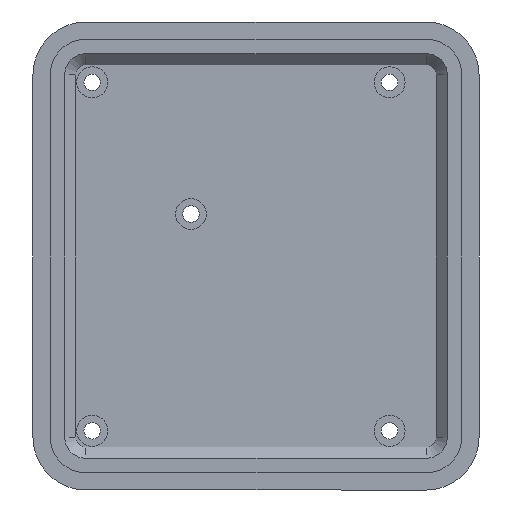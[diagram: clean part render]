
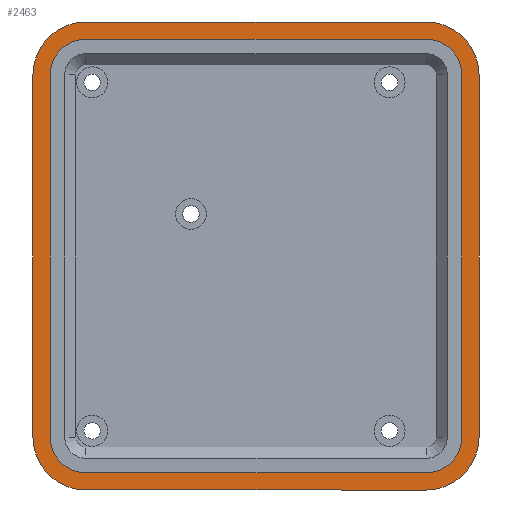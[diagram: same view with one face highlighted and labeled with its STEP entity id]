
A CAD part, front view. The second image highlights one B-rep face of the part: STEP entity #2463.
In plain terms, the highlighted planar face has unit normal (0, -1, 0).
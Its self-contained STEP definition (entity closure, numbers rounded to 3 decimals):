
#21 = ORIENTED_EDGE ( 'NONE', *, *, #7731, .F. ) ;
#131 = VERTEX_POINT ( 'NONE', #5859 ) ;
#333 = DIRECTION ( 'NONE',  ( 0., 0., -1. ) ) ;
#397 = CARTESIAN_POINT ( 'NONE',  ( -28.25, 0., 39.6 ) ) ;
#409 = VERTEX_POINT ( 'NONE', #1712 ) ;
#411 = VERTEX_POINT ( 'NONE', #7041 ) ;
#547 = LINE ( 'NONE', #4453, #3800 ) ;
#638 = CARTESIAN_POINT ( 'NONE',  ( 33.75, 0., 33.1 ) ) ;
#647 = EDGE_CURVE ( 'NONE', #411, #6583, #3973, .T. ) ;
#729 = CARTESIAN_POINT ( 'NONE',  ( -28.25, 0., 33.1 ) ) ;
#764 = LINE ( 'NONE', #6851, #1125 ) ;
#864 = VECTOR ( 'NONE', #1385, 1000. ) ;
#968 = ORIENTED_EDGE ( 'NONE', *, *, #5389, .F. ) ;
#984 = FACE_OUTER_BOUND ( 'NONE', #3807, .T. ) ;
#1125 = VECTOR ( 'NONE', #3443, 1000. ) ;
#1144 = CARTESIAN_POINT ( 'NONE',  ( 43.39, 0., 33.1 ) ) ;
#1187 = VECTOR ( 'NONE', #1808, 1000. ) ;
#1263 = VECTOR ( 'NONE', #7801, 1000. ) ;
#1305 = ORIENTED_EDGE ( 'NONE', *, *, #4009, .F. ) ;
#1333 = CIRCLE ( 'NONE', #7069, 6.5 ) ;
#1351 = ORIENTED_EDGE ( 'NONE', *, *, #647, .F. ) ;
#1367 = DIRECTION ( 'NONE',  ( 0., 0., -1. ) ) ;
#1385 = DIRECTION ( 'NONE',  ( 1., 0., 0. ) ) ;
#1397 = VECTOR ( 'NONE', #5162, 1000. ) ;
#1521 = DIRECTION ( 'NONE',  ( 0., -1., 0. ) ) ;
#1551 = DIRECTION ( 'NONE',  ( 0., -1., 0. ) ) ;
#1552 = DIRECTION ( 'NONE',  ( 0., 1., 0. ) ) ;
#1567 = AXIS2_PLACEMENT_3D ( 'NONE', #3120, #6479, #1804 ) ;
#1712 = CARTESIAN_POINT ( 'NONE',  ( 33.75, 0., 39.6 ) ) ;
#1724 = LINE ( 'NONE', #7795, #1397 ) ;
#1761 = VERTEX_POINT ( 'NONE', #6475 ) ;
#1804 = DIRECTION ( 'NONE',  ( 0., 0., 1. ) ) ;
#1808 = DIRECTION ( 'NONE',  ( 0., 0., -1. ) ) ;
#1859 = CARTESIAN_POINT ( 'NONE',  ( -34.75, 0., -32.9 ) ) ;
#2194 = VERTEX_POINT ( 'NONE', #7946 ) ;
#2217 = VERTEX_POINT ( 'NONE', #2786 ) ;
#2254 = DIRECTION ( 'NONE',  ( 0., 0., 1. ) ) ;
#2338 = ORIENTED_EDGE ( 'NONE', *, *, #5826, .F. ) ;
#2350 = LINE ( 'NONE', #4196, #8481 ) ;
#2382 = CARTESIAN_POINT ( 'NONE',  ( -28.25, 0., -32.9 ) ) ;
#2463 = ADVANCED_FACE ( 'NONE', ( #984, #8258 ), #7543, .F. ) ;
#2477 = DIRECTION ( 'NONE',  ( 0., 0., 1. ) ) ;
#2512 = EDGE_LOOP ( 'NONE', ( #7400, #968, #2995, #3378, #1305, #1351, #2801, #5495 ) ) ;
#2608 = VERTEX_POINT ( 'NONE', #8664 ) ;
#2786 = CARTESIAN_POINT ( 'NONE',  ( 43.39, 0., -32.9 ) ) ;
#2801 = ORIENTED_EDGE ( 'NONE', *, *, #6582, .F. ) ;
#2995 = ORIENTED_EDGE ( 'NONE', *, *, #6932, .F. ) ;
#3096 = CARTESIAN_POINT ( 'NONE',  ( 33.75, 0., 42.74 ) ) ;
#3107 = ORIENTED_EDGE ( 'NONE', *, *, #6490, .F. ) ;
#3120 = CARTESIAN_POINT ( 'NONE',  ( 33.75, 0., 33.1 ) ) ;
#3159 = AXIS2_PLACEMENT_3D ( 'NONE', #4524, #7185, #2477 ) ;
#3162 = VERTEX_POINT ( 'NONE', #1859 ) ;
#3325 = ORIENTED_EDGE ( 'NONE', *, *, #6893, .F. ) ;
#3378 = ORIENTED_EDGE ( 'NONE', *, *, #8511, .F. ) ;
#3409 = CARTESIAN_POINT ( 'NONE',  ( 33.75, 0., -39.4 ) ) ;
#3428 = DIRECTION ( 'NONE',  ( 0., -1., 0. ) ) ;
#3443 = DIRECTION ( 'NONE',  ( 0., 0., 1. ) ) ;
#3800 = VECTOR ( 'NONE', #5879, 1000. ) ;
#3807 = EDGE_LOOP ( 'NONE', ( #3325, #4061, #4789, #4877, #3107, #21, #2338, #8425 ) ) ;
#3832 = LINE ( 'NONE', #6542, #6020 ) ;
#3973 = LINE ( 'NONE', #3409, #864 ) ;
#4009 = EDGE_CURVE ( 'NONE', #6583, #4434, #5873, .T. ) ;
#4026 = VERTEX_POINT ( 'NONE', #6975 ) ;
#4061 = ORIENTED_EDGE ( 'NONE', *, *, #4082, .F. ) ;
#4082 = EDGE_CURVE ( 'NONE', #4671, #7423, #7139, .T. ) ;
#4178 = CARTESIAN_POINT ( 'NONE',  ( 33.75, 0., -39.4 ) ) ;
#4196 = CARTESIAN_POINT ( 'NONE',  ( -34.75, 0., -32.9 ) ) ;
#4434 = VERTEX_POINT ( 'NONE', #5690 ) ;
#4453 = CARTESIAN_POINT ( 'NONE',  ( -28.25, 0., 39.6 ) ) ;
#4480 = VERTEX_POINT ( 'NONE', #397 ) ;
#4516 = LINE ( 'NONE', #1144, #1187 ) ;
#4524 = CARTESIAN_POINT ( 'NONE',  ( 33.75, 0., -32.9 ) ) ;
#4599 = DIRECTION ( 'NONE',  ( 0., 0., -1. ) ) ;
#4671 = VERTEX_POINT ( 'NONE', #6324 ) ;
#4692 = AXIS2_PLACEMENT_3D ( 'NONE', #638, #1521, #8654 ) ;
#4789 = ORIENTED_EDGE ( 'NONE', *, *, #7623, .F. ) ;
#4877 = ORIENTED_EDGE ( 'NONE', *, *, #5871, .F. ) ;
#4960 = DIRECTION ( 'NONE',  ( 0., 0., 1. ) ) ;
#4962 = CARTESIAN_POINT ( 'NONE',  ( -28.25, 0., 33.1 ) ) ;
#4979 = CARTESIAN_POINT ( 'NONE',  ( -37.89, 0., 33.1 ) ) ;
#5162 = DIRECTION ( 'NONE',  ( -1., 0., 0. ) ) ;
#5171 = VERTEX_POINT ( 'NONE', #3096 ) ;
#5278 = VERTEX_POINT ( 'NONE', #8271 ) ;
#5385 = CARTESIAN_POINT ( 'NONE',  ( 33.75, 0., -32.9 ) ) ;
#5388 = EDGE_CURVE ( 'NONE', #2608, #5171, #3832, .T. ) ;
#5389 = EDGE_CURVE ( 'NONE', #409, #4480, #547, .T. ) ;
#5448 = CIRCLE ( 'NONE', #1567, 9.64 ) ;
#5478 = CARTESIAN_POINT ( 'NONE',  ( -28.25, 0., -32.9 ) ) ;
#5493 = DIRECTION ( 'NONE',  ( 0., 1., 0. ) ) ;
#5495 = ORIENTED_EDGE ( 'NONE', *, *, #6394, .F. ) ;
#5690 = CARTESIAN_POINT ( 'NONE',  ( 40.25, 0., -32.9 ) ) ;
#5733 = EDGE_CURVE ( 'NONE', #4480, #1761, #7849, .T. ) ;
#5798 = AXIS2_PLACEMENT_3D ( 'NONE', #2382, #7590, #4960 ) ;
#5815 = CIRCLE ( 'NONE', #7496, 9.64 ) ;
#5826 = EDGE_CURVE ( 'NONE', #5171, #4026, #5448, .T. ) ;
#5859 = CARTESIAN_POINT ( 'NONE',  ( 40.25, 0., 33.1 ) ) ;
#5865 = AXIS2_PLACEMENT_3D ( 'NONE', #6749, #3428, #4599 ) ;
#5871 = EDGE_CURVE ( 'NONE', #5278, #2194, #1724, .T. ) ;
#5873 = CIRCLE ( 'NONE', #8123, 6.5 ) ;
#5879 = DIRECTION ( 'NONE',  ( -1., 0., 0. ) ) ;
#6020 = VECTOR ( 'NONE', #8566, 1000. ) ;
#6041 = DIRECTION ( 'NONE',  ( 0., -1., 0. ) ) ;
#6324 = CARTESIAN_POINT ( 'NONE',  ( -37.89, 0., -32.9 ) ) ;
#6394 = EDGE_CURVE ( 'NONE', #1761, #3162, #2350, .T. ) ;
#6475 = CARTESIAN_POINT ( 'NONE',  ( -34.75, 0., 33.1 ) ) ;
#6479 = DIRECTION ( 'NONE',  ( 0., 1., 0. ) ) ;
#6490 = EDGE_CURVE ( 'NONE', #2217, #5278, #7487, .T. ) ;
#6542 = CARTESIAN_POINT ( 'NONE',  ( -28.25, 0., 42.74 ) ) ;
#6582 = EDGE_CURVE ( 'NONE', #3162, #411, #1333, .T. ) ;
#6583 = VERTEX_POINT ( 'NONE', #4178 ) ;
#6675 = DIRECTION ( 'NONE',  ( 0., 0., 1. ) ) ;
#6749 = CARTESIAN_POINT ( 'NONE',  ( -28.25, 0., 33.1 ) ) ;
#6851 = CARTESIAN_POINT ( 'NONE',  ( 40.25, 0., 33.1 ) ) ;
#6893 = EDGE_CURVE ( 'NONE', #7423, #2608, #5815, .T. ) ;
#6932 = EDGE_CURVE ( 'NONE', #131, #409, #8049, .T. ) ;
#6964 = AXIS2_PLACEMENT_3D ( 'NONE', #4962, #1552, #2254 ) ;
#6975 = CARTESIAN_POINT ( 'NONE',  ( 43.39, 0., 33.1 ) ) ;
#7041 = CARTESIAN_POINT ( 'NONE',  ( -28.25, 0., -39.4 ) ) ;
#7064 = CIRCLE ( 'NONE', #5798, 9.64 ) ;
#7069 = AXIS2_PLACEMENT_3D ( 'NONE', #5478, #6041, #7359 ) ;
#7139 = LINE ( 'NONE', #7222, #1263 ) ;
#7185 = DIRECTION ( 'NONE',  ( 0., 1., 0. ) ) ;
#7222 = CARTESIAN_POINT ( 'NONE',  ( -37.89, 0., -32.9 ) ) ;
#7359 = DIRECTION ( 'NONE',  ( 0., 0., -1. ) ) ;
#7400 = ORIENTED_EDGE ( 'NONE', *, *, #5733, .F. ) ;
#7423 = VERTEX_POINT ( 'NONE', #4979 ) ;
#7487 = CIRCLE ( 'NONE', #3159, 9.64 ) ;
#7496 = AXIS2_PLACEMENT_3D ( 'NONE', #729, #5493, #6675 ) ;
#7543 = PLANE ( 'NONE',  #6964 ) ;
#7590 = DIRECTION ( 'NONE',  ( 0., 1., 0. ) ) ;
#7623 = EDGE_CURVE ( 'NONE', #2194, #4671, #7064, .T. ) ;
#7731 = EDGE_CURVE ( 'NONE', #4026, #2217, #4516, .T. ) ;
#7795 = CARTESIAN_POINT ( 'NONE',  ( 33.75, 0., -42.54 ) ) ;
#7801 = DIRECTION ( 'NONE',  ( 0., 0., 1. ) ) ;
#7849 = CIRCLE ( 'NONE', #5865, 6.5 ) ;
#7946 = CARTESIAN_POINT ( 'NONE',  ( -28.25, 0., -42.54 ) ) ;
#8049 = CIRCLE ( 'NONE', #4692, 6.5 ) ;
#8123 = AXIS2_PLACEMENT_3D ( 'NONE', #5385, #1551, #1367 ) ;
#8258 = FACE_BOUND ( 'NONE', #2512, .T. ) ;
#8271 = CARTESIAN_POINT ( 'NONE',  ( 33.75, 0., -42.54 ) ) ;
#8425 = ORIENTED_EDGE ( 'NONE', *, *, #5388, .F. ) ;
#8481 = VECTOR ( 'NONE', #333, 1000. ) ;
#8511 = EDGE_CURVE ( 'NONE', #4434, #131, #764, .T. ) ;
#8566 = DIRECTION ( 'NONE',  ( 1., 0., 0. ) ) ;
#8654 = DIRECTION ( 'NONE',  ( 0., 0., -1. ) ) ;
#8664 = CARTESIAN_POINT ( 'NONE',  ( -28.25, 0., 42.74 ) ) ;
